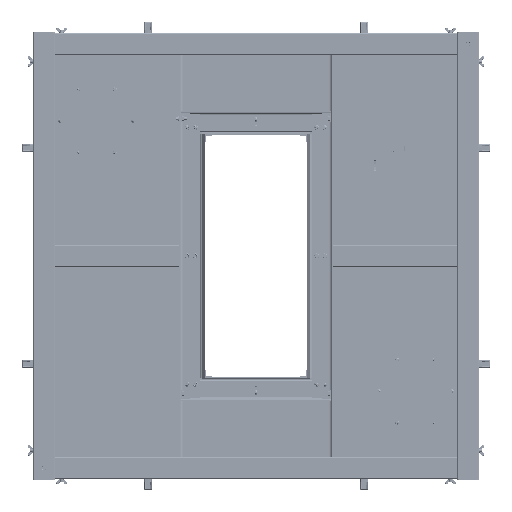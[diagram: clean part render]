
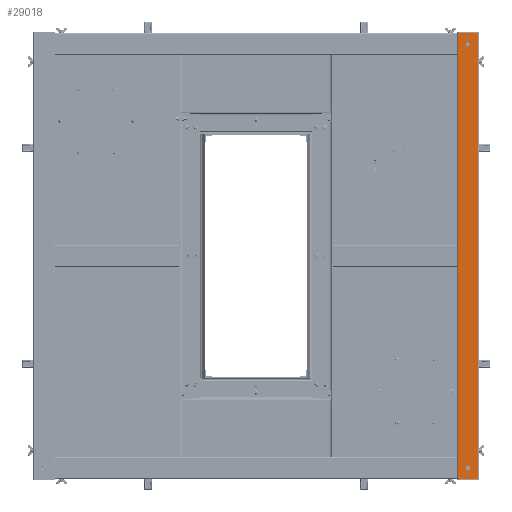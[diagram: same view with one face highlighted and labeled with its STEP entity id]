
A CAD part, front view. The second image highlights one B-rep face of the part: STEP entity #29018.
In plain terms, the highlighted face is planar.
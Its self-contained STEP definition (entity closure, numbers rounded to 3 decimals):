
#2209 = VECTOR ( 'NONE', #29932, 1000. ) ;
#2733 = DIRECTION ( 'NONE',  ( 1., 0., 0. ) ) ;
#2956 = ORIENTED_EDGE ( 'NONE', *, *, #47170, .F. ) ;
#3036 = DIRECTION ( 'NONE',  ( 0., 0., 1. ) ) ;
#3437 = CARTESIAN_POINT ( 'NONE',  ( -40., -36., 825. ) ) ;
#3702 = LINE ( 'NONE', #40569, #39928 ) ;
#3716 = CARTESIAN_POINT ( 'NONE',  ( -40., 0., 793.525 ) ) ;
#5503 = ORIENTED_EDGE ( 'NONE', *, *, #26177, .F. ) ;
#6782 = CARTESIAN_POINT ( 'NONE',  ( -40., 36., 825. ) ) ;
#7885 = ORIENTED_EDGE ( 'NONE', *, *, #44128, .T. ) ;
#9394 = EDGE_CURVE ( 'NONE', #19977, #50168, #12327, .T. ) ;
#10297 = ORIENTED_EDGE ( 'NONE', *, *, #20009, .F. ) ;
#10916 = CIRCLE ( 'NONE', #23062, 8.525 ) ;
#12154 = ORIENTED_EDGE ( 'NONE', *, *, #9394, .T. ) ;
#12327 = LINE ( 'NONE', #37273, #16484 ) ;
#12830 = CARTESIAN_POINT ( 'NONE',  ( -40., 36., 825. ) ) ;
#15334 = DIRECTION ( 'NONE',  ( 0., -1., 0. ) ) ;
#15846 = VERTEX_POINT ( 'NONE', #38975 ) ;
#16484 = VECTOR ( 'NONE', #48293, 1000. ) ;
#17468 = CARTESIAN_POINT ( 'NONE',  ( -40., 0., 785. ) ) ;
#18946 = EDGE_CURVE ( 'NONE', #21451, #15846, #3702, .T. ) ;
#19234 = DIRECTION ( 'NONE',  ( 0., 1., 0. ) ) ;
#19977 = VERTEX_POINT ( 'NONE', #27435 ) ;
#20009 = EDGE_CURVE ( 'NONE', #22516, #22516, #27050, .T. ) ;
#21451 = VERTEX_POINT ( 'NONE', #30342 ) ;
#22123 = VECTOR ( 'NONE', #24582, 1000. ) ;
#22516 = VERTEX_POINT ( 'NONE', #23590 ) ;
#22635 = AXIS2_PLACEMENT_3D ( 'NONE', #6782, #2733, #19234 ) ;
#23062 = AXIS2_PLACEMENT_3D ( 'NONE', #17468, #42428, #50555 ) ;
#23323 = FACE_OUTER_BOUND ( 'NONE', #41763, .T. ) ;
#23590 = CARTESIAN_POINT ( 'NONE',  ( -40., 0., -776.475 ) ) ;
#23648 = CARTESIAN_POINT ( 'NONE',  ( -40., 0., -785. ) ) ;
#24318 = VERTEX_POINT ( 'NONE', #3716 ) ;
#24459 = ORIENTED_EDGE ( 'NONE', *, *, #18946, .F. ) ;
#24582 = DIRECTION ( 'NONE',  ( 0., 0., -1. ) ) ;
#26177 = EDGE_CURVE ( 'NONE', #15846, #50168, #49521, .T. ) ;
#27050 = CIRCLE ( 'NONE', #27906, 8.525 ) ;
#27397 = FACE_BOUND ( 'NONE', #34162, .T. ) ;
#27435 = CARTESIAN_POINT ( 'NONE',  ( -40., 36., -825. ) ) ;
#27906 = AXIS2_PLACEMENT_3D ( 'NONE', #23648, #48595, #3036 ) ;
#29018 = ADVANCED_FACE ( 'NONE', ( #27397, #43949, #23323 ), #35805, .F. ) ;
#29932 = DIRECTION ( 'NONE',  ( 0., 0., -1. ) ) ;
#30342 = CARTESIAN_POINT ( 'NONE',  ( -40., 36., 825. ) ) ;
#31606 = CARTESIAN_POINT ( 'NONE',  ( -40., -36., -825. ) ) ;
#34162 = EDGE_LOOP ( 'NONE', ( #2956 ) ) ;
#35805 = PLANE ( 'NONE',  #22635 ) ;
#37273 = CARTESIAN_POINT ( 'NONE',  ( -40., 36., -825. ) ) ;
#38344 = LINE ( 'NONE', #12830, #2209 ) ;
#38975 = CARTESIAN_POINT ( 'NONE',  ( -40., -36., 825. ) ) ;
#39928 = VECTOR ( 'NONE', #15334, 1000. ) ;
#40569 = CARTESIAN_POINT ( 'NONE',  ( -40., 36., 825. ) ) ;
#41763 = EDGE_LOOP ( 'NONE', ( #12154, #5503, #24459, #7885 ) ) ;
#42428 = DIRECTION ( 'NONE',  ( -1., 0., 0. ) ) ;
#43949 = FACE_BOUND ( 'NONE', #46800, .T. ) ;
#44128 = EDGE_CURVE ( 'NONE', #21451, #19977, #38344, .T. ) ;
#46800 = EDGE_LOOP ( 'NONE', ( #10297 ) ) ;
#47170 = EDGE_CURVE ( 'NONE', #24318, #24318, #10916, .T. ) ;
#48293 = DIRECTION ( 'NONE',  ( 0., -1., 0. ) ) ;
#48595 = DIRECTION ( 'NONE',  ( -1., 0., 0. ) ) ;
#49521 = LINE ( 'NONE', #3437, #22123 ) ;
#50168 = VERTEX_POINT ( 'NONE', #31606 ) ;
#50555 = DIRECTION ( 'NONE',  ( 0., 0., 1. ) ) ;
